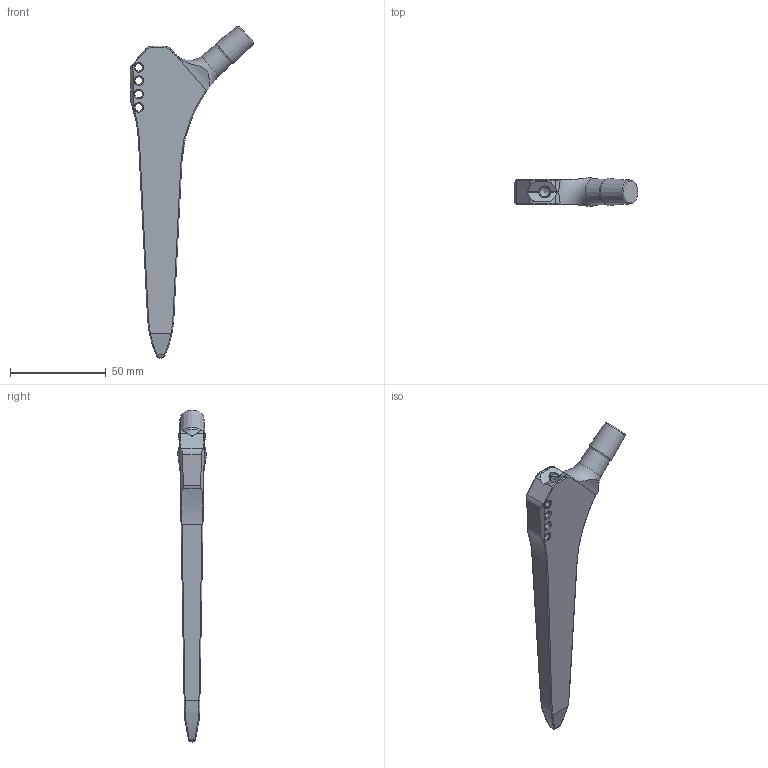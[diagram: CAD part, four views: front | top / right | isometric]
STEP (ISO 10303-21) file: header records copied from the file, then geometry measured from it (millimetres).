
FILE_DESCRIPTION(('TFLEX Exchange Step'),'2;1');
FILE_NAME(' 01.01.009 Ножка Цваймюллера 7.stp', '2019-04-24T16:44:11+03:00',('Никита'),('Unknown organisation'),'TFLEX Exchange 2019.0','T-FLEX CAD','Unknown authorisation');
FILE_SCHEMA( ('AUTOMOTIVE_DESIGN { 1 0 10303 214 1 1 1 1 }') );
Length unit declared in the file: millimetre
Products named in the file (1): ЭТБС 01.01.009 Ножка Цваймюллера 7
Bounding box: 64.8 x 15 x 173.83 mm (x, y, z)
Volume: 41050.3 mm3; surface area: 12447.8 mm2
Topology: 1 solids, 1 shells, 106 faces, 280 edges, 171 vertices
Faces by surface type: bspline 44, cylinder 39, plane 16, cone 5, torus 2
Full cylindrical faces by diameter (mm): 5 x1, 6.3 x1
Entity records: 9208 total; most frequent: CARTESIAN_POINT 6803, ORIENTED_EDGE 550, DIRECTION 419, EDGE_CURVE 275, AXIS2_PLACEMENT_3D 172, VERTEX_POINT 171, EDGE_LOOP 114, FACE_BOUND 114
